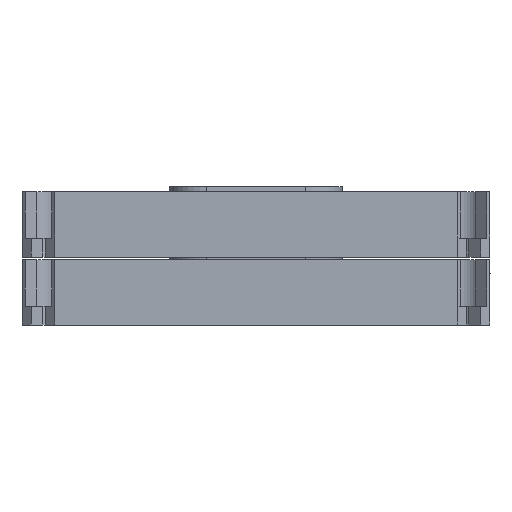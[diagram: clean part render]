
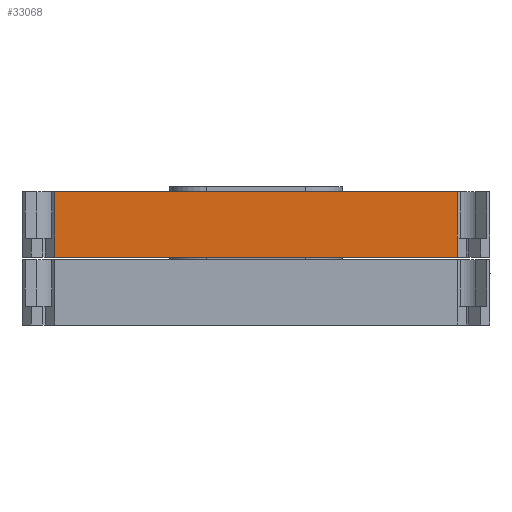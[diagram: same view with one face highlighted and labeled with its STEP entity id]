
A CAD part, left-side view. The second image highlights one B-rep face of the part: STEP entity #33068.
In plain terms, the highlighted planar face has unit normal (-1, 0, 0).
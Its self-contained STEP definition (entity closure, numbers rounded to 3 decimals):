
#3368 = PLANE ( 'NONE',  #39416 ) ;
#4284 = DIRECTION ( 'NONE',  ( 0., 1., 0. ) ) ;
#5212 = FACE_OUTER_BOUND ( 'NONE', #10192, .T. ) ;
#9764 = VERTEX_POINT ( 'NONE', #39435 ) ;
#10192 = EDGE_LOOP ( 'NONE', ( #39413, #12948, #19852, #37009 ) ) ;
#11276 = DIRECTION ( 'NONE',  ( 0., 0., 1. ) ) ;
#12948 = ORIENTED_EDGE ( 'NONE', *, *, #40620, .F. ) ;
#13830 = VERTEX_POINT ( 'NONE', #39763 ) ;
#13895 = DIRECTION ( 'NONE',  ( 0., 1., 0. ) ) ;
#14239 = VECTOR ( 'NONE', #13895, 1000. ) ;
#15637 = LINE ( 'NONE', #20177, #18349 ) ;
#15869 = VECTOR ( 'NONE', #4284, 1000. ) ;
#17903 = VERTEX_POINT ( 'NONE', #27958 ) ;
#18349 = VECTOR ( 'NONE', #26955, 1000. ) ;
#19852 = ORIENTED_EDGE ( 'NONE', *, *, #34606, .F. ) ;
#20177 = CARTESIAN_POINT ( 'NONE',  ( -31.921, -79.232, 40.646 ) ) ;
#24472 = DIRECTION ( 'NONE',  ( 0., 1., 0. ) ) ;
#24936 = CARTESIAN_POINT ( 'NONE',  ( -31.921, -86.232, 40.646 ) ) ;
#25242 = VERTEX_POINT ( 'NONE', #38472 ) ;
#26955 = DIRECTION ( 'NONE',  ( 0., 0., -1. ) ) ;
#27847 = DIRECTION ( 'NONE',  ( 1., 0., 0. ) ) ;
#27958 = CARTESIAN_POINT ( 'NONE',  ( -31.921, 6.768, 26.646 ) ) ;
#28269 = EDGE_CURVE ( 'NONE', #9764, #25242, #28479, .T. ) ;
#28479 = LINE ( 'NONE', #24936, #14239 ) ;
#29522 = EDGE_CURVE ( 'NONE', #17903, #25242, #38248, .T. ) ;
#33068 = ADVANCED_FACE ( 'NONE', ( #5212 ), #3368, .F. ) ;
#34606 = EDGE_CURVE ( 'NONE', #9764, #13830, #15637, .T. ) ;
#37009 = ORIENTED_EDGE ( 'NONE', *, *, #28269, .T. ) ;
#38248 = LINE ( 'NONE', #42397, #43236 ) ;
#38472 = CARTESIAN_POINT ( 'NONE',  ( -31.921, 6.768, 40.646 ) ) ;
#39413 = ORIENTED_EDGE ( 'NONE', *, *, #29522, .F. ) ;
#39416 = AXIS2_PLACEMENT_3D ( 'NONE', #45498, #27847, #24472 ) ;
#39435 = CARTESIAN_POINT ( 'NONE',  ( -31.921, -79.232, 40.646 ) ) ;
#39763 = CARTESIAN_POINT ( 'NONE',  ( -31.921, -79.232, 26.646 ) ) ;
#40620 = EDGE_CURVE ( 'NONE', #13830, #17903, #42754, .T. ) ;
#42397 = CARTESIAN_POINT ( 'NONE',  ( -31.921, 6.768, 40.646 ) ) ;
#42721 = CARTESIAN_POINT ( 'NONE',  ( -31.921, -86.232, 26.646 ) ) ;
#42754 = LINE ( 'NONE', #42721, #15869 ) ;
#43236 = VECTOR ( 'NONE', #11276, 1000. ) ;
#45498 = CARTESIAN_POINT ( 'NONE',  ( -31.921, -79.232, 40.646 ) ) ;
